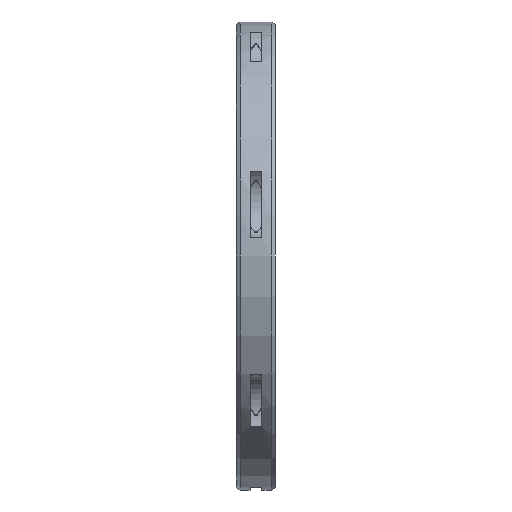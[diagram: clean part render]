
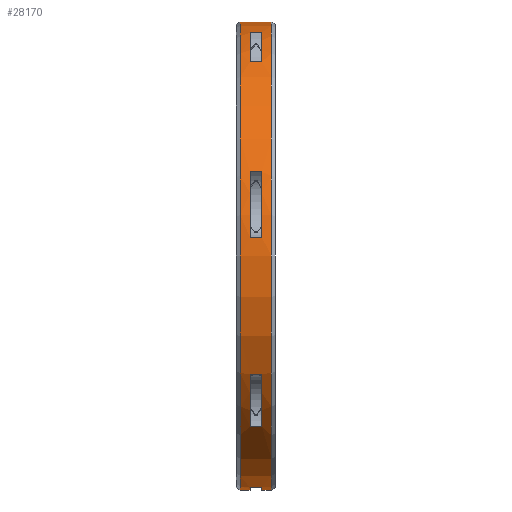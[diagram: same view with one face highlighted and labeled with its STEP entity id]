
A CAD part, left-side view. The second image highlights one B-rep face of the part: STEP entity #28170.
In plain terms, the highlighted cylindrical face has radius 60 mm (diameter 120 mm), a partial arc.
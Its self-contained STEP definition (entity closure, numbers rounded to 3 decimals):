
#26512=CARTESIAN_POINT('',(0.,-1.5,0.));
#26513=DIRECTION('',(0.,-1.,0.));
#26514=DIRECTION('',(-0.143,0.,-0.99));
#26515=AXIS2_PLACEMENT_3D('',#26512,#26513,#26514);
#26520=DIRECTION('',(0.,-1.,0.));
#26521=VECTOR('',#26520,3.);
#26522=CARTESIAN_POINT('',(-8.591,1.5,-59.382));
#26523=LINE('',#26522,#26521);
#26527=CARTESIAN_POINT('',(0.,1.5,0.));
#26528=DIRECTION('',(0.,-1.,0.));
#26529=DIRECTION('',(-0.143,0.,-0.99));
#26530=AXIS2_PLACEMENT_3D('',#26527,#26528,#26529);
#26535=DIRECTION('',(0.,1.,0.));
#26536=VECTOR('',#26535,2.5);
#26537=CARTESIAN_POINT('',(0.,1.5,-60.));
#26538=LINE('',#26537,#26536);
#26542=DIRECTION('',(0.,1.,0.));
#26543=VECTOR('',#26542,8.);
#26544=CARTESIAN_POINT('',(0.,-4.,60.));
#26545=LINE('',#26544,#26543);
#26549=CARTESIAN_POINT('',(0.,-4.,0.));
#26550=DIRECTION('',(0.,1.,0.));
#26551=DIRECTION('',(0.,0.,-1.));
#26552=AXIS2_PLACEMENT_3D('',#26549,#26550,#26551);
#26557=DIRECTION('',(0.,1.,0.));
#26558=VECTOR('',#26557,2.5);
#26559=CARTESIAN_POINT('',(0.,-4.,-60.));
#26560=LINE('',#26559,#26558);
#26564=CARTESIAN_POINT('',(0.,-1.5,0.));
#26565=DIRECTION('',(0.,-1.,0.));
#26566=DIRECTION('',(-0.3,0.,0.954));
#26567=AXIS2_PLACEMENT_3D('',#26564,#26565,#26566);
#26572=DIRECTION('',(0.,-1.,0.));
#26573=VECTOR('',#26572,3.);
#26574=CARTESIAN_POINT('',(-18.025,1.5,57.229));
#26575=LINE('',#26574,#26573);
#26579=CARTESIAN_POINT('',(0.,1.5,0.));
#26580=DIRECTION('',(0.,-1.,0.));
#26581=DIRECTION('',(-0.3,0.,0.954));
#26582=AXIS2_PLACEMENT_3D('',#26579,#26580,#26581);
#26587=DIRECTION('',(0.,-1.,0.));
#26588=VECTOR('',#26587,3.);
#26589=CARTESIAN_POINT('',(-33.505,1.5,49.774));
#26590=LINE('',#26589,#26588);
#26594=CARTESIAN_POINT('',(0.,-1.5,0.));
#26595=DIRECTION('',(0.,-1.,0.));
#26596=DIRECTION('',(-0.933,0.,0.36));
#26597=AXIS2_PLACEMENT_3D('',#26594,#26595,#26596);
#26602=DIRECTION('',(0.,-1.,0.));
#26603=VECTOR('',#26602,3.);
#26604=CARTESIAN_POINT('',(-55.981,1.5,21.589));
#26605=LINE('',#26604,#26603);
#26609=CARTESIAN_POINT('',(0.,1.5,0.));
#26610=DIRECTION('',(0.,-1.,0.));
#26611=DIRECTION('',(-0.933,0.,0.36));
#26612=AXIS2_PLACEMENT_3D('',#26609,#26610,#26611);
#26617=DIRECTION('',(0.,-1.,0.));
#26618=VECTOR('',#26617,3.);
#26619=CARTESIAN_POINT('',(-59.805,1.5,4.838));
#26620=LINE('',#26619,#26618);
#26624=CARTESIAN_POINT('',(0.,-1.5,0.));
#26625=DIRECTION('',(0.,-1.,0.));
#26626=DIRECTION('',(-0.863,0.,-0.505));
#26627=AXIS2_PLACEMENT_3D('',#26624,#26625,#26626);
#26632=DIRECTION('',(0.,-1.,0.));
#26633=VECTOR('',#26632,3.);
#26634=CARTESIAN_POINT('',(-51.783,1.5,-30.307));
#26635=LINE('',#26634,#26633);
#26639=CARTESIAN_POINT('',(0.,1.5,0.));
#26640=DIRECTION('',(0.,-1.,0.));
#26641=DIRECTION('',(-0.863,0.,-0.505));
#26642=AXIS2_PLACEMENT_3D('',#26639,#26640,#26641);
#26647=DIRECTION('',(0.,-1.,0.));
#26648=VECTOR('',#26647,3.);
#26649=CARTESIAN_POINT('',(-41.07,1.5,-43.741));
#26650=LINE('',#26649,#26648);
#27028=CARTESIAN_POINT('',(0.,4.,0.));
#27029=DIRECTION('',(0.,1.,0.));
#27030=DIRECTION('',(0.,0.,-1.));
#27031=AXIS2_PLACEMENT_3D('',#27028,#27029,#27030);
#27283=CARTESIAN_POINT('',(0.,-4.,-60.));
#27285=VERTEX_POINT('',#27283);
#27286=CARTESIAN_POINT('',(0.,4.,-60.));
#27288=VERTEX_POINT('',#27286);
#27315=CARTESIAN_POINT('',(0.,-4.,60.));
#27317=VERTEX_POINT('',#27315);
#27318=CARTESIAN_POINT('',(0.,4.,60.));
#27319=VERTEX_POINT('',#27318);
#27332=CARTESIAN_POINT('',(0.,-1.5,-60.));
#27334=VERTEX_POINT('',#27332);
#27336=CARTESIAN_POINT('',(0.,1.5,-60.));
#27338=VERTEX_POINT('',#27336);
#27346=CARTESIAN_POINT('',(-8.591,-1.5,-59.382));
#27347=VERTEX_POINT('',#27346);
#27348=CARTESIAN_POINT('',(-8.591,1.5,-59.382));
#27349=VERTEX_POINT('',#27348);
#27422=CARTESIAN_POINT('',(-18.025,-1.5,57.229));
#27423=CARTESIAN_POINT('',(-33.505,-1.5,49.774));
#27424=VERTEX_POINT('',#27422);
#27425=VERTEX_POINT('',#27423);
#27426=CARTESIAN_POINT('',(-18.025,1.5,57.229));
#27427=CARTESIAN_POINT('',(-33.505,1.5,49.774));
#27428=VERTEX_POINT('',#27426);
#27429=VERTEX_POINT('',#27427);
#27442=CARTESIAN_POINT('',(-55.981,-1.5,21.589));
#27443=CARTESIAN_POINT('',(-59.805,-1.5,4.838));
#27444=VERTEX_POINT('',#27442);
#27445=VERTEX_POINT('',#27443);
#27446=CARTESIAN_POINT('',(-55.981,1.5,21.589));
#27447=CARTESIAN_POINT('',(-59.805,1.5,4.838));
#27448=VERTEX_POINT('',#27446);
#27449=VERTEX_POINT('',#27447);
#27462=CARTESIAN_POINT('',(-51.783,-1.5,-30.307));
#27463=CARTESIAN_POINT('',(-41.07,-1.5,-43.741));
#27464=VERTEX_POINT('',#27462);
#27465=VERTEX_POINT('',#27463);
#27466=CARTESIAN_POINT('',(-51.783,1.5,-30.307));
#27467=CARTESIAN_POINT('',(-41.07,1.5,-43.741));
#27468=VERTEX_POINT('',#27466);
#27469=VERTEX_POINT('',#27467);
#28124=CARTESIAN_POINT('',(0.,63.25,0.));
#28125=DIRECTION('',(0.,-1.,0.));
#28126=DIRECTION('',(0.,0.,1.));
#28127=AXIS2_PLACEMENT_3D('',#28124,#28125,#28126);
#28128=CYLINDRICAL_SURFACE('',#28127,60.);
#28129=ORIENTED_EDGE('',*,*,#27995,.F.);
#28131=ORIENTED_EDGE('',*,*,#28130,.F.);
#28133=ORIENTED_EDGE('',*,*,#28132,.T.);
#28134=ORIENTED_EDGE('',*,*,#27948,.T.);
#28136=ORIENTED_EDGE('',*,*,#28135,.T.);
#28137=ORIENTED_EDGE('',*,*,#27944,.F.);
#28139=ORIENTED_EDGE('',*,*,#28138,.F.);
#28140=ORIENTED_EDGE('',*,*,#27940,.T.);
#28141=EDGE_LOOP('',(#28129,#28131,#28133,#28134,#28136,#28137,#28139,#28140));
#28142=FACE_OUTER_BOUND('',#28141,.F.);
#28144=ORIENTED_EDGE('',*,*,#28143,.F.);
#28146=ORIENTED_EDGE('',*,*,#28145,.F.);
#28148=ORIENTED_EDGE('',*,*,#28147,.T.);
#28150=ORIENTED_EDGE('',*,*,#28149,.T.);
#28151=EDGE_LOOP('',(#28144,#28146,#28148,#28150));
#28152=FACE_BOUND('',#28151,.F.);
#28154=ORIENTED_EDGE('',*,*,#28153,.F.);
#28156=ORIENTED_EDGE('',*,*,#28155,.F.);
#28158=ORIENTED_EDGE('',*,*,#28157,.T.);
#28160=ORIENTED_EDGE('',*,*,#28159,.T.);
#28161=EDGE_LOOP('',(#28154,#28156,#28158,#28160));
#28162=FACE_BOUND('',#28161,.F.);
#28163=ORIENTED_EDGE('',*,*,#28062,.F.);
#28164=ORIENTED_EDGE('',*,*,#28110,.F.);
#28166=ORIENTED_EDGE('',*,*,#28165,.T.);
#28167=ORIENTED_EDGE('',*,*,#28084,.T.);
#28168=EDGE_LOOP('',(#28163,#28164,#28166,#28167));
#28169=FACE_BOUND('',#28168,.F.);
#26516=CIRCLE('',#26515,60.);
#26531=CIRCLE('',#26530,60.);
#26553=CIRCLE('',#26552,60.);
#26568=CIRCLE('',#26567,60.);
#26583=CIRCLE('',#26582,60.);
#26598=CIRCLE('',#26597,60.);
#26613=CIRCLE('',#26612,60.);
#26628=CIRCLE('',#26627,60.);
#26643=CIRCLE('',#26642,60.);
#27032=CIRCLE('',#27031,60.);
#27940=EDGE_CURVE('',#27285,#27334,#26560,.T.);
#27944=EDGE_CURVE('',#27317,#27319,#26545,.T.);
#27948=EDGE_CURVE('',#27338,#27288,#26538,.T.);
#27995=EDGE_CURVE('',#27347,#27334,#26516,.T.);
#28062=EDGE_CURVE('',#27464,#27465,#26628,.T.);
#28084=EDGE_CURVE('',#27469,#27465,#26650,.T.);
#28110=EDGE_CURVE('',#27468,#27464,#26635,.T.);
#28130=EDGE_CURVE('',#27349,#27347,#26523,.T.);
#28132=EDGE_CURVE('',#27349,#27338,#26531,.T.);
#28135=EDGE_CURVE('',#27288,#27319,#27032,.T.);
#28138=EDGE_CURVE('',#27285,#27317,#26553,.T.);
#28143=EDGE_CURVE('',#27424,#27425,#26568,.T.);
#28145=EDGE_CURVE('',#27428,#27424,#26575,.T.);
#28147=EDGE_CURVE('',#27428,#27429,#26583,.T.);
#28149=EDGE_CURVE('',#27429,#27425,#26590,.T.);
#28153=EDGE_CURVE('',#27444,#27445,#26598,.T.);
#28155=EDGE_CURVE('',#27448,#27444,#26605,.T.);
#28157=EDGE_CURVE('',#27448,#27449,#26613,.T.);
#28159=EDGE_CURVE('',#27449,#27445,#26620,.T.);
#28165=EDGE_CURVE('',#27468,#27469,#26643,.T.);
#28170=ADVANCED_FACE('',(#28142,#28152,#28162,#28169),#28128,.T.);
